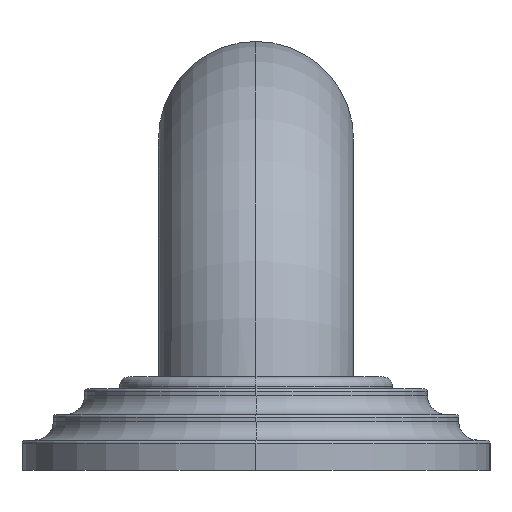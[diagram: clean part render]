
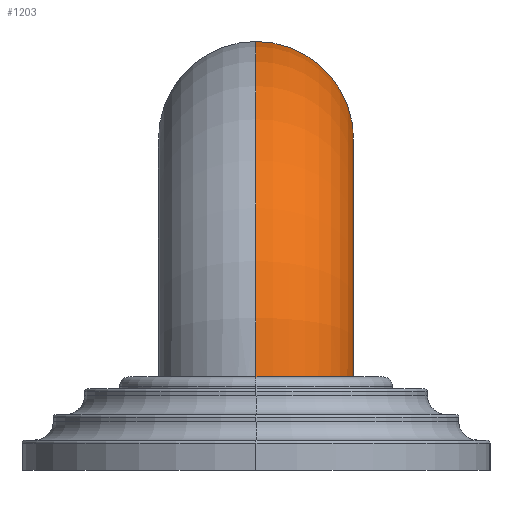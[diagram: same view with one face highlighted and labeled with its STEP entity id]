
A CAD part, left-side view. The second image highlights one B-rep face of the part: STEP entity #1203.
In plain terms, the highlighted toroidal (fillet/blend) face has major radius 41.275 mm and minor radius 15.875 mm.
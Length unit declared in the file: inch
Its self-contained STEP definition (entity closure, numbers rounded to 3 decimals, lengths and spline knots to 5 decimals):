
#330=CARTESIAN_POINT('',(-14.375,0.,2.125));
#331=DIRECTION('',(1.,0.,0.));
#332=DIRECTION('',(0.,0.,1.));
#333=AXIS2_PLACEMENT_3D('',#330,#331,#332);
#339=CARTESIAN_POINT('',(-14.375,0.,0.5));
#340=DIRECTION('',(0.,1.,0.));
#341=DIRECTION('',(-0.999,0.,0.044));
#342=AXIS2_PLACEMENT_3D('',#339,#340,#341);
#344=CARTESIAN_POINT('',(-15.36999,0.,0.6));
#380=CARTESIAN_POINT('',(-16.62278,0.,0.6));
#382=CARTESIAN_POINT('',(-16.62278,0.,0.6));
#383=CARTESIAN_POINT('',(-16.62278,-0.01928,0.6));
#384=CARTESIAN_POINT('',(-16.621,-0.05766,0.6));
#385=CARTESIAN_POINT('',(-16.61301,-0.11496,0.6));
#386=CARTESIAN_POINT('',(-16.59979,-0.17116,0.6));
#387=CARTESIAN_POINT('',(-16.58139,-0.22602,0.6));
#388=CARTESIAN_POINT('',(-16.55806,-0.27882,0.6));
#389=CARTESIAN_POINT('',(-16.52988,-0.3294,0.6));
#390=CARTESIAN_POINT('',(-16.49725,-0.37701,0.6));
#391=CARTESIAN_POINT('',(-16.46022,-0.42157,0.6));
#392=CARTESIAN_POINT('',(-16.41939,-0.46238,0.6));
#393=CARTESIAN_POINT('',(-16.37478,-0.4994,0.6));
#394=CARTESIAN_POINT('',(-16.32711,-0.53203,0.6));
#395=CARTESIAN_POINT('',(-16.27645,-0.56023,0.6));
#396=CARTESIAN_POINT('',(-16.22354,-0.58357,0.6));
#397=CARTESIAN_POINT('',(-16.16855,-0.60199,0.6));
#398=CARTESIAN_POINT('',(-16.11219,-0.61522,0.6));
#399=CARTESIAN_POINT('',(-16.05474,-0.62323,0.6));
#400=CARTESIAN_POINT('',(-15.99683,-0.62589,0.6));
#401=CARTESIAN_POINT('',(-15.93891,-0.62321,0.6));
#402=CARTESIAN_POINT('',(-15.88141,-0.61519,0.6));
#403=CARTESIAN_POINT('',(-15.82498,-0.60192,0.6));
#404=CARTESIAN_POINT('',(-15.76989,-0.58346,0.6));
#405=CARTESIAN_POINT('',(-15.71687,-0.56006,0.6));
#406=CARTESIAN_POINT('',(-15.66608,-0.53179,0.6));
#407=CARTESIAN_POINT('',(-15.61829,-0.49908,0.6));
#408=CARTESIAN_POINT('',(-15.57357,-0.46199,0.6));
#409=CARTESIAN_POINT('',(-15.53264,-0.4211,0.6));
#410=CARTESIAN_POINT('',(-15.49554,-0.37648,0.6));
#411=CARTESIAN_POINT('',(-15.46287,-0.32884,0.6));
#412=CARTESIAN_POINT('',(-15.43466,-0.27826,0.6));
#413=CARTESIAN_POINT('',(-15.41134,-0.22551,0.6));
#414=CARTESIAN_POINT('',(-15.39295,-0.17073,0.6));
#415=CARTESIAN_POINT('',(-15.37974,-0.11465,0.6));
#416=CARTESIAN_POINT('',(-15.37176,-0.0575,0.6));
#417=CARTESIAN_POINT('',(-15.36999,-0.01923,0.6));
#418=CARTESIAN_POINT('',(-15.36999,0.,0.6));
#652=CARTESIAN_POINT('',(-14.375,0.,0.5));
#653=DIRECTION('',(0.,1.,0.));
#654=DIRECTION('',(-0.995,0.,0.1));
#655=AXIS2_PLACEMENT_3D('',#652,#653,#654);
#778=CARTESIAN_POINT('',(-14.375,0.,1.5));
#779=CARTESIAN_POINT('',(-14.375,0.,2.75));
#780=VERTEX_POINT('',#778);
#781=VERTEX_POINT('',#779);
#788=VERTEX_POINT('',#344);
#789=VERTEX_POINT('',#380);
#1189=CARTESIAN_POINT('',(-14.375,0.,0.5));
#1190=DIRECTION('',(0.,1.,0.));
#1191=DIRECTION('',(1.,0.,0.));
#1192=AXIS2_PLACEMENT_3D('',#1189,#1190,#1191);
#1193=TOROIDAL_SURFACE('',#1192,1.625,0.625);
#1195=ORIENTED_EDGE('',*,*,#1194,.F.);
#1197=ORIENTED_EDGE('',*,*,#1196,.T.);
#1198=ORIENTED_EDGE('',*,*,#1179,.T.);
#1200=ORIENTED_EDGE('',*,*,#1199,.F.);
#1201=EDGE_LOOP('',(#1195,#1197,#1198,#1200));
#1202=FACE_OUTER_BOUND('',#1201,.F.);
#1203=ADVANCED_FACE('',(#1202),#1193,.T.);
#334=CIRCLE('',#333,0.625);
#343=CIRCLE('',#342,2.25);
#419=B_SPLINE_CURVE_WITH_KNOTS('',3,(#382,#383,#384,#385,#386,#387,#388,#389,
#390,#391,#392,#393,#394,#395,#396,#397,#398,#399,#400,#401,#402,#403,#404,#405,
#406,#407,#408,#409,#410,#411,#412,#413,#414,#415,#416,#417,#418),.UNSPECIFIED.,
.F.,.F.,(4,1,1,1,1,1,1,1,1,1,1,1,1,1,1,1,1,1,1,1,1,1,1,1,1,1,1,1,1,1,1,1,1,1,4),
(0.,0.02941,0.05882,0.08824,0.11765,
0.14706,0.17647,0.20588,0.23529,
0.26471,0.29412,0.32353,0.35294,
0.38235,0.41176,0.44118,0.47059,0.5,
0.52941,0.55882,0.58824,0.61765,
0.64706,0.67647,0.70588,0.73529,
0.76471,0.79412,0.82353,0.85294,
0.88235,0.91176,0.94118,0.97059,1.),
.UNSPECIFIED.);
#656=CIRCLE('',#655,1.);
#1179=EDGE_CURVE('',#781,#780,#334,.T.);
#1194=EDGE_CURVE('',#789,#788,#419,.T.);
#1196=EDGE_CURVE('',#789,#781,#343,.T.);
#1199=EDGE_CURVE('',#788,#780,#656,.T.);
